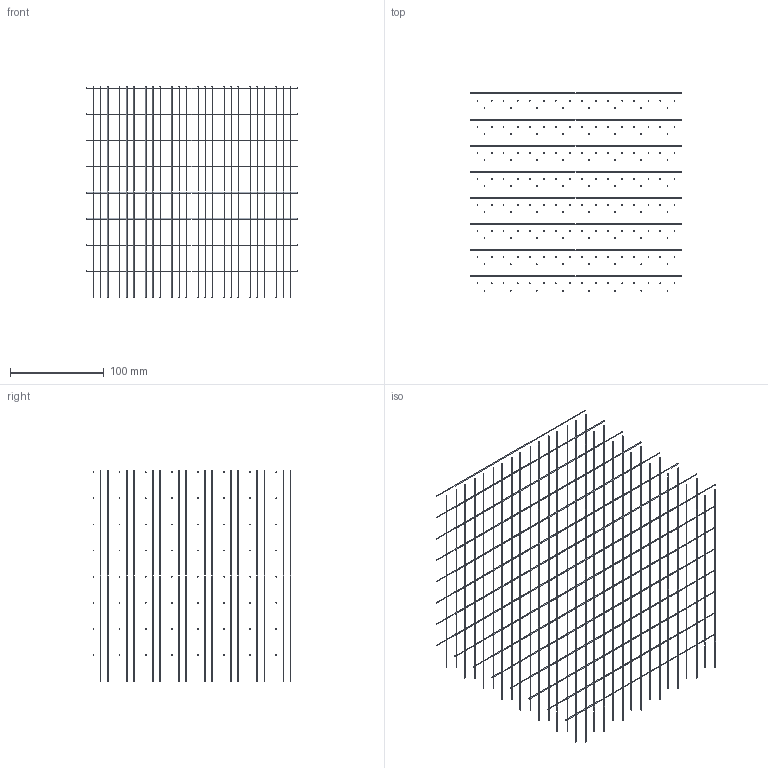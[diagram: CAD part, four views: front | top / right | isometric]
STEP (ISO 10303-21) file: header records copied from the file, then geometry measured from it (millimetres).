
FILE_DESCRIPTION(('FreeCAD Model'),'2;1');
FILE_NAME('8x8x8.step','2020-05-10T18:24:34',('Author'),(''), 'Open CASCADE STEP processor 7.3','FreeCAD','Unknown');
FILE_SCHEMA(('AUTOMOTIVE_DESIGN { 1 0 10303 214 1 1 1 1 }'));
Length unit declared in the file: millimetre
Products named in the file (2): Fusion022; Fusion013
Bounding box: 225 x 211.62 x 225 mm (x, y, z)
Volume: 28952.9 mm3; surface area: 145021.9 mm2
Topology: 256 solids, 256 shells, 768 faces, 768 edges, 512 vertices
Faces by surface type: plane 512, cylinder 256
Full cylindrical faces by diameter (mm): 0.8 x256
Entity records: 25885 total; most frequent: DIRECTION 4354, CARTESIAN_POINT 3585, ORIENTED_EDGE 1536, PCURVE 1536, DEFINITIONAL_REPRESENTATION 1536, AXIS2_PLACEMENT_3D 1281, LINE 1280, VECTOR 1280
